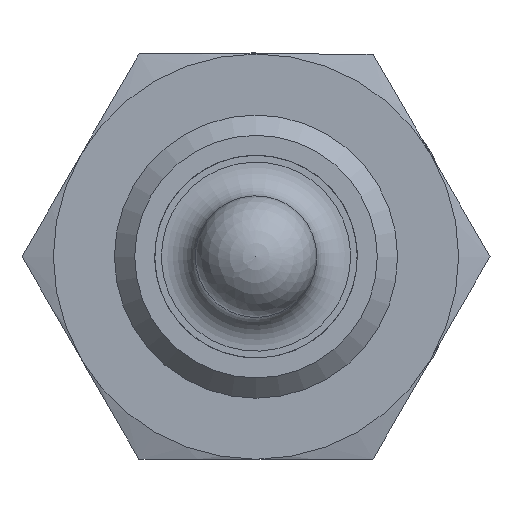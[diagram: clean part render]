
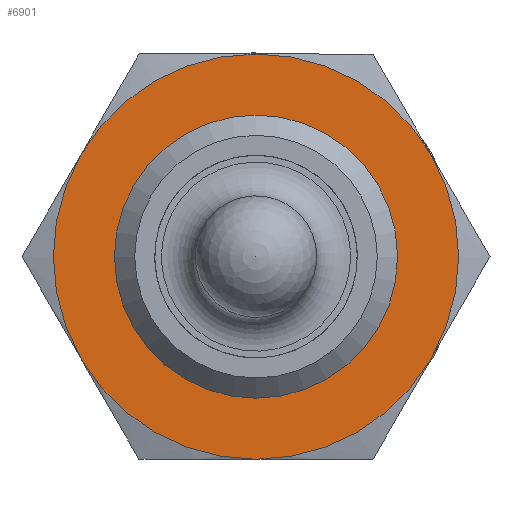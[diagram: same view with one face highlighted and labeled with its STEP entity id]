
A CAD part, left-side view. The second image highlights one B-rep face of the part: STEP entity #6901.
In plain terms, the highlighted planar face has unit normal (-1, 0, 0).
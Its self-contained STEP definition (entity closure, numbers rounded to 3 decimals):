
#930=PLANE('',#7427);
#1258=ORIENTED_EDGE('',*,*,#2527,.T.);
#1259=ORIENTED_EDGE('',*,*,#2498,.F.);
#1260=ORIENTED_EDGE('',*,*,#2504,.F.);
#1261=ORIENTED_EDGE('',*,*,#2500,.F.);
#1262=ORIENTED_EDGE('',*,*,#2494,.F.);
#1263=ORIENTED_EDGE('',*,*,#2491,.F.);
#1264=ORIENTED_EDGE('',*,*,#2489,.F.);
#2489=EDGE_CURVE('',#3131,#3130,#3636,.T.);
#2491=EDGE_CURVE('',#3130,#3133,#3637,.T.);
#2494=EDGE_CURVE('',#3133,#3135,#3638,.T.);
#2498=EDGE_CURVE('',#3137,#3131,#3639,.T.);
#2500=EDGE_CURVE('',#3135,#3139,#3640,.T.);
#2504=EDGE_CURVE('',#3139,#3137,#3641,.T.);
#2527=EDGE_CURVE('',#3157,#3157,#3652,.T.);
#3130=VERTEX_POINT('',#9931);
#3131=VERTEX_POINT('',#9936);
#3133=VERTEX_POINT('',#9945);
#3135=VERTEX_POINT('',#9957);
#3137=VERTEX_POINT('',#9972);
#3139=VERTEX_POINT('',#9981);
#3157=VERTEX_POINT('',#10081);
#3636=CIRCLE('',#7398,15.);
#3637=CIRCLE('',#7400,15.);
#3638=CIRCLE('',#7402,15.);
#3639=CIRCLE('',#7404,15.);
#3640=CIRCLE('',#7406,15.);
#3641=CIRCLE('',#7408,15.);
#3652=CIRCLE('',#7428,10.);
#3963=EDGE_LOOP('',(#1258));
#3964=EDGE_LOOP('',(#1259,#1260,#1261,#1262,#1263,#1264));
#4615=FACE_BOUND('',#3963,.T.);
#4616=FACE_BOUND('',#3964,.T.);
#6901=ADVANCED_FACE('',(#4615,#4616),#930,.F.);
#7398=AXIS2_PLACEMENT_3D('',#9937,#8163,#8164);
#7400=AXIS2_PLACEMENT_3D('',#9944,#8167,#8168);
#7402=AXIS2_PLACEMENT_3D('',#9956,#8171,#8172);
#7404=AXIS2_PLACEMENT_3D('',#9973,#8175,#8176);
#7406=AXIS2_PLACEMENT_3D('',#9980,#8179,#8180);
#7408=AXIS2_PLACEMENT_3D('',#9996,#8183,#8184);
#7427=AXIS2_PLACEMENT_3D('',#10079,#8221,#8222);
#7428=AXIS2_PLACEMENT_3D('',#10080,#8223,#8224);
#8163=DIRECTION('',(1.,0.,0.));
#8164=DIRECTION('',(0.,0.,-1.));
#8167=DIRECTION('',(1.,0.,0.));
#8168=DIRECTION('',(0.,0.,-1.));
#8171=DIRECTION('',(1.,0.,0.));
#8172=DIRECTION('',(0.,0.,-1.));
#8175=DIRECTION('',(1.,0.,0.));
#8176=DIRECTION('',(0.,0.,-1.));
#8179=DIRECTION('',(1.,0.,0.));
#8180=DIRECTION('',(0.,0.,-1.));
#8183=DIRECTION('',(1.,0.,0.));
#8184=DIRECTION('',(0.,0.,-1.));
#8221=DIRECTION('',(1.,0.,0.));
#8222=DIRECTION('',(0.,0.,-1.));
#8223=DIRECTION('',(1.,0.,0.));
#8224=DIRECTION('',(0.,0.,-1.));
#9931=CARTESIAN_POINT('',(13.,12.99,7.5));
#9936=CARTESIAN_POINT('',(13.,12.99,-7.5));
#9937=CARTESIAN_POINT('',(13.,0.,0.));
#9944=CARTESIAN_POINT('',(13.,0.,0.));
#9945=CARTESIAN_POINT('',(13.,0.,15.));
#9956=CARTESIAN_POINT('',(13.,0.,0.));
#9957=CARTESIAN_POINT('',(13.,-12.99,7.5));
#9972=CARTESIAN_POINT('',(13.,0.,-15.));
#9973=CARTESIAN_POINT('',(13.,0.,0.));
#9980=CARTESIAN_POINT('',(13.,0.,0.));
#9981=CARTESIAN_POINT('',(13.,-12.99,-7.5));
#9996=CARTESIAN_POINT('',(13.,0.,0.));
#10079=CARTESIAN_POINT('',(13.,0.,9.));
#10080=CARTESIAN_POINT('',(13.,0.,0.));
#10081=CARTESIAN_POINT('',(13.,0.,-10.));
